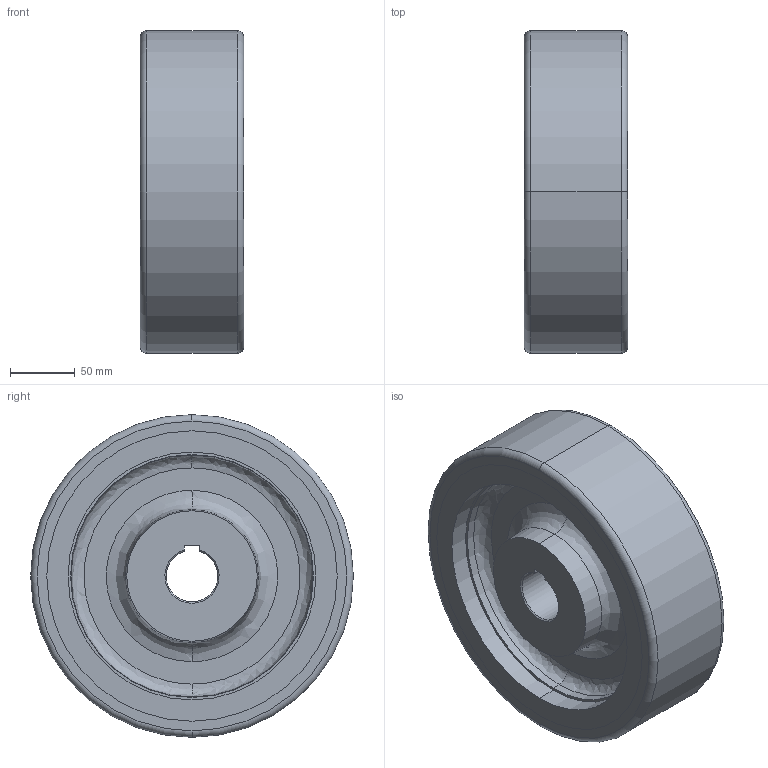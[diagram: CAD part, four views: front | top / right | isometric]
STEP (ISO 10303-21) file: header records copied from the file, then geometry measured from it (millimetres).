
FILE_DESCRIPTION (( 'STEP AP214' ), '1' );
FILE_NAME ('0031340.step', '2022-12-05T09:50:55', ( '' ), ( '' ), 'SwSTEP 2.0', 'SolidWorks 2020', '' );
FILE_SCHEMA (( 'AUTOMOTIVE_DESIGN' ));
Length unit declared in the file: millimetre
Products named in the file (1): 0031340
Bounding box: 80 x 250 x 250 mm (x, y, z)
Volume: 2643023.4 mm3; surface area: 324943.1 mm2
Topology: 2 solids, 2 shells, 44 faces, 93 edges, 58 vertices
Faces by surface type: plane 12, cone 11, cylinder 9, bspline 8, torus 4
Entity records: 2912 total; most frequent: CARTESIAN_POINT 1764, DIRECTION 209, ORIENTED_EDGE 186, EDGE_CURVE 93, AXIS2_PLACEMENT_3D 91, VERTEX_POINT 58, CIRCLE 54, EDGE_LOOP 53
